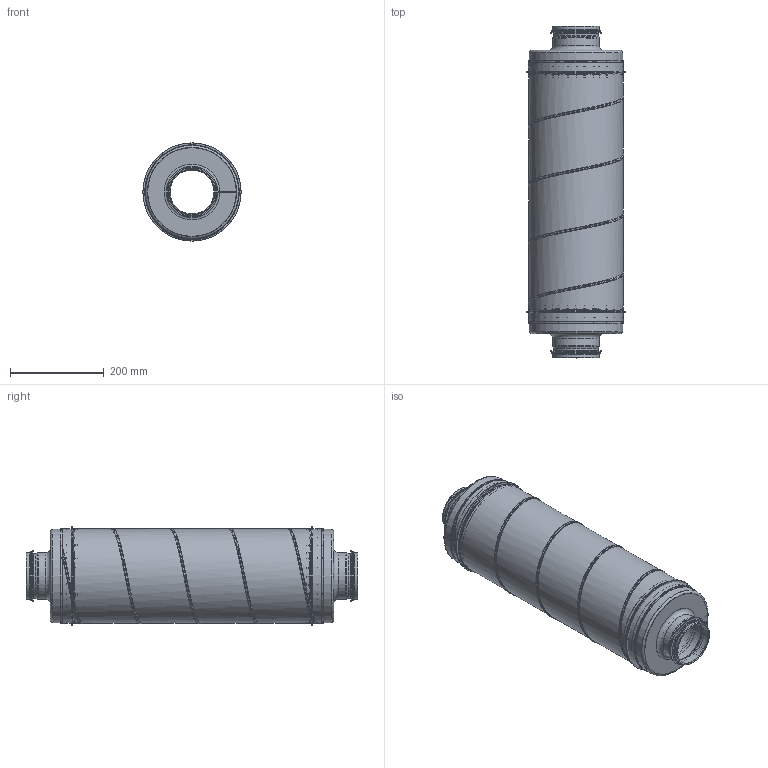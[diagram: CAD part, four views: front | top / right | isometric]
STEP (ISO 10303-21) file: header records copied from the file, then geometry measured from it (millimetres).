
FILE_DESCRIPTION((''),'2;1');
FILE_NAME('HRF-1-07.stp','2014-12-19T15:10:24',(''),(''),'Autodesk Inventor 2013','Autodesk Inventor 2013','');
FILE_SCHEMA(('AUTOMOTIVE_DESIGN { 1 2 10303 214 0 1 1 1 }'));
Length unit declared in the file: millimetre
Products named in the file (9): HRF-1-07; HRF-AC-01; HRF-AA-3; HRF-AB-1; HRF-AE-01; HFKL-200-100; HFKL-Rörämne-200-100; 999006; 999003
Assembly tree (9 placements, depth 3):
  HRF-1-07
    HRF-AC-01
    HRF-AA-3
    HRF-AB-1
    HRF-AE-01
    HFKL-200-100  x2
      HFKL-Rörämne-200-100
      999006
      999003
Bounding box: 209.35 x 706.72 x 209.35 mm (x, y, z)
Volume: 14321383.7 mm3; surface area: 2577220 mm2
Topology: 10 solids, 10 shells, 195 faces, 383 edges, 224 vertices
Faces by surface type: cylinder 65, torus 60, plane 44, cone 20, bspline 6
Full cylindrical faces by diameter (mm): 93.45 x2, 94.85 x2, 95.45 x2, 97.65 x4, 98.05 x6, 98.2 x1, 98.4 x1, 99.05 x4, 100 x1, 104.45 x2, 109.45 x2, 190 x2, 193.35 x2, 194.75 x2, 195.35 x2, 197.55 x6, 197.95 x6, 198.95 x6, 200 x1, 204.35 x2, 209.35 x2
Entity records: 7006 total; most frequent: CARTESIAN_POINT 4520, DIRECTION 494, ORIENTED_EDGE 310, AXIS2_PLACEMENT_3D 233, EDGE_LOOP 199, EDGE_CURVE 155, VERTEX_POINT 130, FACE_OUTER_BOUND 115
